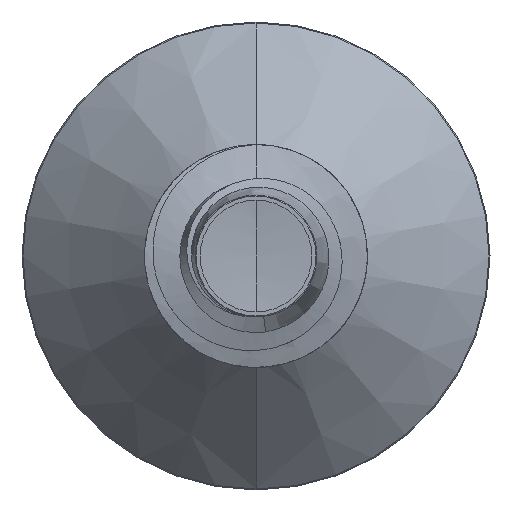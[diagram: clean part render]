
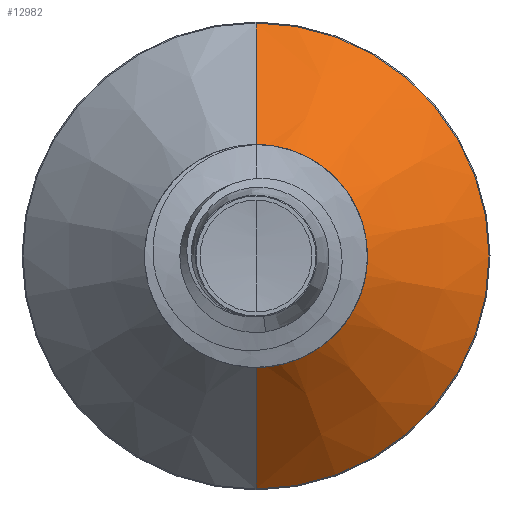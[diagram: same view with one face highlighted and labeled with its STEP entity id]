
A CAD part, front view. The second image highlights one B-rep face of the part: STEP entity #12982.
In plain terms, the highlighted conical face has half-angle 45 degrees and reference radius 1.857 mm.
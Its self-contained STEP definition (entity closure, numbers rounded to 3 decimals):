
#389 = DIRECTION ( 'NONE',  ( 0., 1., 0. ) ) ;
#524 = VERTEX_POINT ( 'NONE', #8030 ) ;
#707 = AXIS2_PLACEMENT_3D ( 'NONE', #848, #2612, #5907 ) ;
#848 = CARTESIAN_POINT ( 'NONE',  ( 0., 9.457, 0. ) ) ;
#871 = CARTESIAN_POINT ( 'NONE',  ( 0., 9.457, 1.857 ) ) ;
#1020 = CONICAL_SURFACE ( 'NONE', #707, 1.857, 0.785 ) ;
#1085 = CARTESIAN_POINT ( 'NONE',  ( 0., 9.457, -1.857 ) ) ;
#1166 = AXIS2_PLACEMENT_3D ( 'NONE', #9581, #389, #10801 ) ;
#1575 = FACE_OUTER_BOUND ( 'NONE', #9434, .T. ) ;
#2114 = VECTOR ( 'NONE', #2857, 1000. ) ;
#2174 = CARTESIAN_POINT ( 'NONE',  ( 0., 9.457, 1.857 ) ) ;
#2296 = AXIS2_PLACEMENT_3D ( 'NONE', #2423, #12022, #4160 ) ;
#2423 = CARTESIAN_POINT ( 'NONE',  ( 0., 9.457, 0. ) ) ;
#2612 = DIRECTION ( 'NONE',  ( 0., 1., 0. ) ) ;
#2857 = DIRECTION ( 'NONE',  ( 0., 0.707, -0.707 ) ) ;
#3286 = VERTEX_POINT ( 'NONE', #14422 ) ;
#4160 = DIRECTION ( 'NONE',  ( 0., 0., 1. ) ) ;
#5521 = DIRECTION ( 'NONE',  ( 0., 0.707, 0.707 ) ) ;
#5907 = DIRECTION ( 'NONE',  ( 0., 0., 1. ) ) ;
#6425 = LINE ( 'NONE', #1085, #2114 ) ;
#8030 = CARTESIAN_POINT ( 'NONE',  ( 0., 11.782, -4.182 ) ) ;
#8074 = ORIENTED_EDGE ( 'NONE', *, *, #14656, .T. ) ;
#8118 = CARTESIAN_POINT ( 'NONE',  ( 0., 9.457, -1.857 ) ) ;
#8695 = ORIENTED_EDGE ( 'NONE', *, *, #14021, .T. ) ;
#9434 = EDGE_LOOP ( 'NONE', ( #8695, #8074, #11806, #14466 ) ) ;
#9581 = CARTESIAN_POINT ( 'NONE',  ( 0., 11.782, 0. ) ) ;
#10525 = LINE ( 'NONE', #2174, #15365 ) ;
#10801 = DIRECTION ( 'NONE',  ( 0., 0., 1. ) ) ;
#11538 = CIRCLE ( 'NONE', #1166, 4.182 ) ;
#11806 = ORIENTED_EDGE ( 'NONE', *, *, #15037, .F. ) ;
#12022 = DIRECTION ( 'NONE',  ( 0., 1., 0. ) ) ;
#12381 = CIRCLE ( 'NONE', #2296, 1.857 ) ;
#12982 = ADVANCED_FACE ( 'NONE', ( #1575 ), #1020, .T. ) ;
#14021 = EDGE_CURVE ( 'NONE', #14565, #15837, #12381, .T. ) ;
#14422 = CARTESIAN_POINT ( 'NONE',  ( 0., 11.782, 4.182 ) ) ;
#14466 = ORIENTED_EDGE ( 'NONE', *, *, #15069, .F. ) ;
#14565 = VERTEX_POINT ( 'NONE', #871 ) ;
#14656 = EDGE_CURVE ( 'NONE', #15837, #524, #6425, .T. ) ;
#15037 = EDGE_CURVE ( 'NONE', #3286, #524, #11538, .T. ) ;
#15069 = EDGE_CURVE ( 'NONE', #14565, #3286, #10525, .T. ) ;
#15365 = VECTOR ( 'NONE', #5521, 1000. ) ;
#15837 = VERTEX_POINT ( 'NONE', #8118 ) ;
